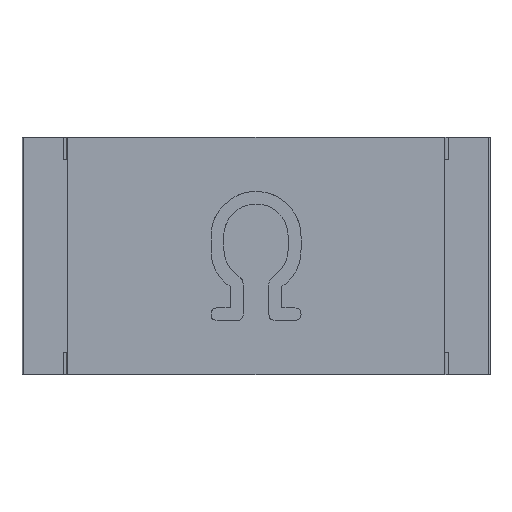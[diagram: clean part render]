
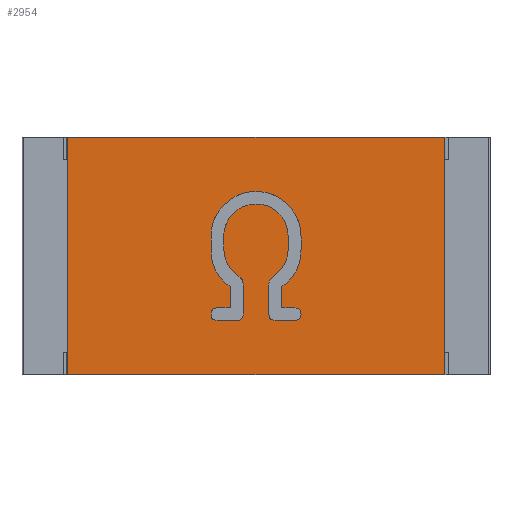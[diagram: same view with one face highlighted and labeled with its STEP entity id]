
A CAD part, top view. The second image highlights one B-rep face of the part: STEP entity #2954.
In plain terms, the highlighted planar face has unit normal (0, 0, 1).
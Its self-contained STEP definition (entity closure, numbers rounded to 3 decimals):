
#2694 = VERTEX_POINT('',#2695);
#2695 = CARTESIAN_POINT('',(-2.533,-1.6,0.65));
#2702 = PLANE('',#2703);
#2703 = AXIS2_PLACEMENT_3D('',#2704,#2705,#2706);
#2704 = CARTESIAN_POINT('',(0.,-1.6,0.632));
#2705 = DIRECTION('',(0.,1.,0.));
#2706 = DIRECTION('',(-1.,0.,0.));
#2714 = PLANE('',#2715);
#2715 = AXIS2_PLACEMENT_3D('',#2716,#2717,#2718);
#2716 = CARTESIAN_POINT('',(-2.553,-1.6,0.615));
#2717 = DIRECTION('',(-0.866,0.,0.5));
#2718 = DIRECTION('',(0.5,0.,0.866));
#2726 = EDGE_CURVE('',#2694,#2727,#2729,.T.);
#2727 = VERTEX_POINT('',#2728);
#2728 = CARTESIAN_POINT('',(2.533,-1.6,0.65));
#2729 = SURFACE_CURVE('',#2730,(#2734,#2741),.PCURVE_S1.);
#2730 = LINE('',#2731,#2732);
#2731 = CARTESIAN_POINT('',(-2.533,-1.6,0.65));
#2732 = VECTOR('',#2733,1.);
#2733 = DIRECTION('',(1.,0.,0.));
#2734 = PCURVE('',#2702,#2735);
#2735 = DEFINITIONAL_REPRESENTATION('',(#2736),#2740);
#2736 = LINE('',#2737,#2738);
#2737 = CARTESIAN_POINT('',(2.533,0.018));
#2738 = VECTOR('',#2739,1.);
#2739 = DIRECTION('',(-1.,0.));
#2740 = ( GEOMETRIC_REPRESENTATION_CONTEXT(2) 
PARAMETRIC_REPRESENTATION_CONTEXT() REPRESENTATION_CONTEXT('2D SPACE',''
  ) );
#2741 = PCURVE('',#2742,#2747);
#2742 = PLANE('',#2743);
#2743 = AXIS2_PLACEMENT_3D('',#2744,#2745,#2746);
#2744 = CARTESIAN_POINT('',(-2.533,-1.6,0.65));
#2745 = DIRECTION('',(0.,0.,1.));
#2746 = DIRECTION('',(1.,0.,-0.));
#2747 = DEFINITIONAL_REPRESENTATION('',(#2748),#2752);
#2748 = LINE('',#2749,#2750);
#2749 = CARTESIAN_POINT('',(0.,0.));
#2750 = VECTOR('',#2751,1.);
#2751 = DIRECTION('',(1.,0.));
#2752 = ( GEOMETRIC_REPRESENTATION_CONTEXT(2) 
PARAMETRIC_REPRESENTATION_CONTEXT() REPRESENTATION_CONTEXT('2D SPACE',''
  ) );
#2770 = PLANE('',#2771);
#2771 = AXIS2_PLACEMENT_3D('',#2772,#2773,#2774);
#2772 = CARTESIAN_POINT('',(2.553,-1.6,0.615));
#2773 = DIRECTION('',(0.866,0.,0.5));
#2774 = DIRECTION('',(0.5,0.,-0.866));
#2835 = EDGE_CURVE('',#2694,#2836,#2838,.T.);
#2836 = VERTEX_POINT('',#2837);
#2837 = CARTESIAN_POINT('',(-2.533,1.6,0.65));
#2838 = SURFACE_CURVE('',#2839,(#2843,#2850),.PCURVE_S1.);
#2839 = LINE('',#2840,#2841);
#2840 = CARTESIAN_POINT('',(-2.533,-1.6,0.65));
#2841 = VECTOR('',#2842,1.);
#2842 = DIRECTION('',(0.,1.,0.));
#2843 = PCURVE('',#2714,#2844);
#2844 = DEFINITIONAL_REPRESENTATION('',(#2845),#2849);
#2845 = LINE('',#2846,#2847);
#2846 = CARTESIAN_POINT('',(0.04,0.));
#2847 = VECTOR('',#2848,1.);
#2848 = DIRECTION('',(0.,1.));
#2849 = ( GEOMETRIC_REPRESENTATION_CONTEXT(2) 
PARAMETRIC_REPRESENTATION_CONTEXT() REPRESENTATION_CONTEXT('2D SPACE',''
  ) );
#2850 = PCURVE('',#2742,#2851);
#2851 = DEFINITIONAL_REPRESENTATION('',(#2852),#2856);
#2852 = LINE('',#2853,#2854);
#2853 = CARTESIAN_POINT('',(0.,0.));
#2854 = VECTOR('',#2855,1.);
#2855 = DIRECTION('',(0.,1.));
#2856 = ( GEOMETRIC_REPRESENTATION_CONTEXT(2) 
PARAMETRIC_REPRESENTATION_CONTEXT() REPRESENTATION_CONTEXT('2D SPACE',''
  ) );
#2872 = PLANE('',#2873);
#2873 = AXIS2_PLACEMENT_3D('',#2874,#2875,#2876);
#2874 = CARTESIAN_POINT('',(0.,1.6,0.632));
#2875 = DIRECTION('',(0.,1.,0.));
#2876 = DIRECTION('',(-1.,0.,0.));
#2888 = EDGE_CURVE('',#2836,#2889,#2891,.T.);
#2889 = VERTEX_POINT('',#2890);
#2890 = CARTESIAN_POINT('',(2.533,1.6,0.65));
#2891 = SURFACE_CURVE('',#2892,(#2896,#2903),.PCURVE_S1.);
#2892 = LINE('',#2893,#2894);
#2893 = CARTESIAN_POINT('',(-2.533,1.6,0.65));
#2894 = VECTOR('',#2895,1.);
#2895 = DIRECTION('',(1.,0.,0.));
#2896 = PCURVE('',#2872,#2897);
#2897 = DEFINITIONAL_REPRESENTATION('',(#2898),#2902);
#2898 = LINE('',#2899,#2900);
#2899 = CARTESIAN_POINT('',(2.533,0.018));
#2900 = VECTOR('',#2901,1.);
#2901 = DIRECTION('',(-1.,0.));
#2902 = ( GEOMETRIC_REPRESENTATION_CONTEXT(2) 
PARAMETRIC_REPRESENTATION_CONTEXT() REPRESENTATION_CONTEXT('2D SPACE',''
  ) );
#2903 = PCURVE('',#2742,#2904);
#2904 = DEFINITIONAL_REPRESENTATION('',(#2905),#2909);
#2905 = LINE('',#2906,#2907);
#2906 = CARTESIAN_POINT('',(0.,3.2));
#2907 = VECTOR('',#2908,1.);
#2908 = DIRECTION('',(1.,0.));
#2909 = ( GEOMETRIC_REPRESENTATION_CONTEXT(2) 
PARAMETRIC_REPRESENTATION_CONTEXT() REPRESENTATION_CONTEXT('2D SPACE',''
  ) );
#2954 = ADVANCED_FACE('',(#2955),#2742,.T.);
#2955 = FACE_BOUND('',#2956,.T.);
#2956 = EDGE_LOOP('',(#2957,#2958,#2959,#2980));
#2957 = ORIENTED_EDGE('',*,*,#2835,.F.);
#2958 = ORIENTED_EDGE('',*,*,#2726,.T.);
#2959 = ORIENTED_EDGE('',*,*,#2960,.T.);
#2960 = EDGE_CURVE('',#2727,#2889,#2961,.T.);
#2961 = SURFACE_CURVE('',#2962,(#2966,#2973),.PCURVE_S1.);
#2962 = LINE('',#2963,#2964);
#2963 = CARTESIAN_POINT('',(2.533,-1.6,0.65));
#2964 = VECTOR('',#2965,1.);
#2965 = DIRECTION('',(0.,1.,0.));
#2966 = PCURVE('',#2742,#2967);
#2967 = DEFINITIONAL_REPRESENTATION('',(#2968),#2972);
#2968 = LINE('',#2969,#2970);
#2969 = CARTESIAN_POINT('',(5.065,0.));
#2970 = VECTOR('',#2971,1.);
#2971 = DIRECTION('',(0.,1.));
#2972 = ( GEOMETRIC_REPRESENTATION_CONTEXT(2) 
PARAMETRIC_REPRESENTATION_CONTEXT() REPRESENTATION_CONTEXT('2D SPACE',''
  ) );
#2973 = PCURVE('',#2770,#2974);
#2974 = DEFINITIONAL_REPRESENTATION('',(#2975),#2979);
#2975 = LINE('',#2976,#2977);
#2976 = CARTESIAN_POINT('',(-0.04,0.));
#2977 = VECTOR('',#2978,1.);
#2978 = DIRECTION('',(0.,1.));
#2979 = ( GEOMETRIC_REPRESENTATION_CONTEXT(2) 
PARAMETRIC_REPRESENTATION_CONTEXT() REPRESENTATION_CONTEXT('2D SPACE',''
  ) );
#2980 = ORIENTED_EDGE('',*,*,#2888,.F.);
